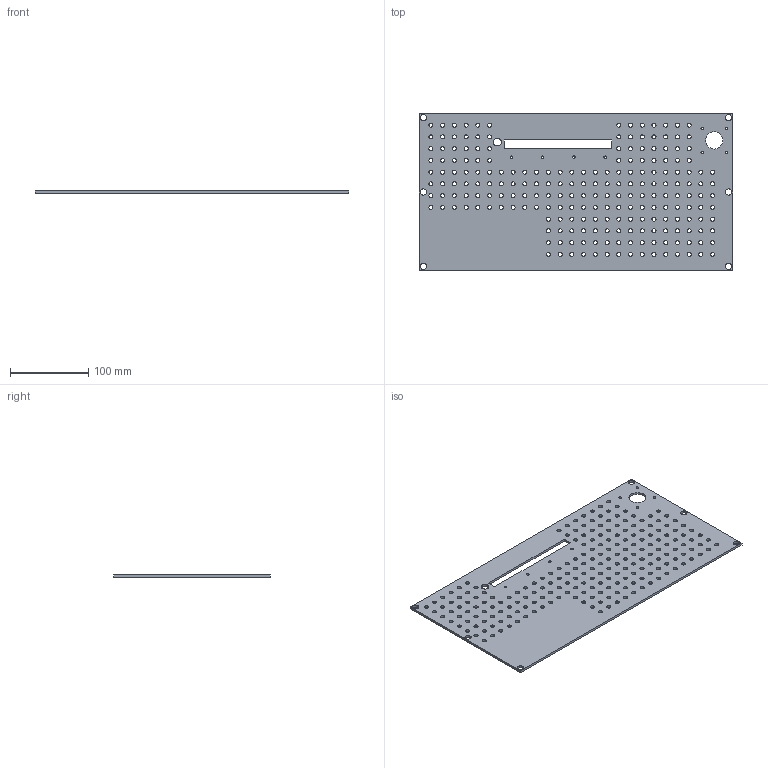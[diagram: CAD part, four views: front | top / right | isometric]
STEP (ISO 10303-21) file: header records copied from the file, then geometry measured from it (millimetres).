
FILE_DESCRIPTION(('FreeCAD Model'),'2;1');
FILE_NAME('Open CASCADE Shape Model','2024-06-07T15:27:47',('Author'),( ''),'Open CASCADE STEP processor 7.6','FreeCAD','Unknown');
FILE_SCHEMA(('AUTOMOTIVE_DESIGN { 1 0 10303 214 1 1 1 1 }'));
Length unit declared in the file: millimetre
Products named in the file (1): Layer3
Bounding box: 400 x 200 x 3 mm (x, y, z)
Volume: 219405.7 mm3; surface area: 162145.9 mm2
Topology: 1 solids, 1 shells, 238 faces, 708 edges, 472 vertices
Faces by surface type: cylinder 228, plane 10
Full cylindrical faces by diameter (mm): 3.2 x8, 5.2 x212, 8 x6, 10 x1, 22 x1
Entity records: 9206 total; most frequent: DIRECTION 1642, CARTESIAN_POINT 1419, ORIENTED_EDGE 1416, EDGE_CURVE 708, FACE_BOUND 696, EDGE_LOOP 696, AXIS2_PLACEMENT_3D 695, VERTEX_POINT 472
